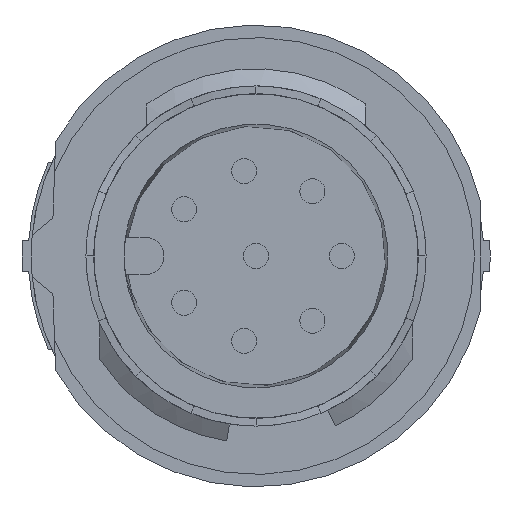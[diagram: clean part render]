
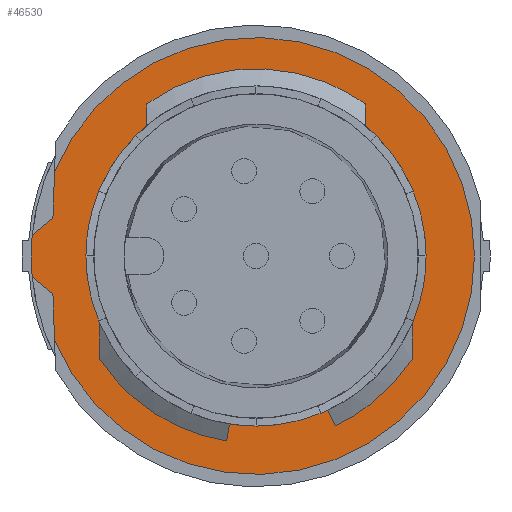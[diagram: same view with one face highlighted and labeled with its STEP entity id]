
A CAD part, left-side view. The second image highlights one B-rep face of the part: STEP entity #46530.
In plain terms, the highlighted planar face has unit normal (-1, 0, 0).
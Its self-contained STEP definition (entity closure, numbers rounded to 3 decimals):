
#43390=CARTESIAN_POINT('',(-37.678,7.2,
0.));
#43400=VERTEX_POINT('',#43390);
#43430=CARTESIAN_POINT('',(-37.678,0.,
0.));
#43440=DIRECTION('',(1.,0.,0.));
#43450=DIRECTION('',(0.,1.,0.));
#43460=AXIS2_PLACEMENT_3D('',#43430,#43440,#43450);
#43470=CIRCLE('',#43460,7.2);
#43480=CARTESIAN_POINT('',(-37.678,7.168,
-0.675));
#43490=VERTEX_POINT('',#43480);
#43500=EDGE_CURVE('',#43490,#43400,#43470,.T.);
#44390=CARTESIAN_POINT('',(-37.678,-6.975,
-12.128));
#44400=DIRECTION('',(0.,0.777,
0.629));
#44410=VECTOR('',#44400,1.);
#44420=LINE('',#44390,#44410);
#44430=CARTESIAN_POINT('',(-37.678,6.507,
-1.21));
#44440=VERTEX_POINT('',#44430);
#44450=EDGE_CURVE('',#44440,#43490,#44420,.T.);
#44720=CARTESIAN_POINT('',(-37.678,6.55,
0.));
#44730=DIRECTION('',(0.,0.035,
0.999));
#44740=VECTOR('',#44730,1.);
#44750=LINE('',#44720,#44740);
#44760=CARTESIAN_POINT('',(-37.678,6.455,
-2.708));
#44770=VERTEX_POINT('',#44760);
#44780=EDGE_CURVE('',#44770,#44440,#44750,.T.);
#45830=CARTESIAN_POINT('',(-37.678,0.,
0.));
#45840=DIRECTION('',(-1.,0.,0.));
#45850=DIRECTION('',(0.,0.,-1.));
#45860=AXIS2_PLACEMENT_3D('',#45830,#45840,#45850);
#45870=CIRCLE('',#45860,7.);
#45880=CARTESIAN_POINT('',(-37.678,6.455,
2.708));
#45890=VERTEX_POINT('',#45880);
#45900=EDGE_CURVE('',#44770,#45890,#45870,.T.);
#46090=CARTESIAN_POINT('',(-37.678,-6.225,
0.));
#46100=DIRECTION('',(-1.,0.,0.));
#46110=DIRECTION('',(0.,0.,-1.));
#46120=AXIS2_PLACEMENT_3D('',#46090,#46100,#46110);
#46130=PLANE('',#46120);
#46140=CARTESIAN_POINT('',(-37.678,0.,
0.));
#46150=DIRECTION('',(1.,0.,0.));
#46160=DIRECTION('',(0.,0.966,
0.259));
#46170=AXIS2_PLACEMENT_3D('',#46140,#46150,#46160);
#46180=CIRCLE('',#46170,5.45);
#46190=CARTESIAN_POINT('',(-37.678,5.264,
1.411));
#46200=VERTEX_POINT('',#46190);
#46210=CARTESIAN_POINT('',(-37.678,-5.264,
-1.411));
#46220=VERTEX_POINT('',#46210);
#46230=EDGE_CURVE('',#46200,#46220,#46180,.T.);
#46240=ORIENTED_EDGE('',*,*,#46230,.T.);
#46250=EDGE_CURVE('',#46220,#46200,#46180,.T.);
#46260=ORIENTED_EDGE('',*,*,#46250,.T.);
#46270=EDGE_LOOP('',(#46260,#46240));
#46280=FACE_BOUND('',#46270,.T.);
#46290=CARTESIAN_POINT('',(-37.678,-6.975,
12.128));
#46300=DIRECTION('',(0.,-0.777,
0.629));
#46310=VECTOR('',#46300,1.);
#46320=LINE('',#46290,#46310);
#46330=CARTESIAN_POINT('',(-37.678,7.168,
0.675));
#46340=VERTEX_POINT('',#46330);
#46350=CARTESIAN_POINT('',(-37.678,6.507,
1.21));
#46360=VERTEX_POINT('',#46350);
#46370=EDGE_CURVE('',#46340,#46360,#46320,.T.);
#46380=ORIENTED_EDGE('',*,*,#46370,.F.);
#46390=CARTESIAN_POINT('',(-37.678,6.55,
0.));
#46400=DIRECTION('',(0.,-0.035,
0.999));
#46410=VECTOR('',#46400,1.);
#46420=LINE('',#46390,#46410);
#46430=EDGE_CURVE('',#46360,#45890,#46420,.T.);
#46440=ORIENTED_EDGE('',*,*,#46430,.F.);
#46450=ORIENTED_EDGE('',*,*,#45900,.T.);
#46460=ORIENTED_EDGE('',*,*,#44780,.F.);
#46470=ORIENTED_EDGE('',*,*,#44450,.F.);
#46480=ORIENTED_EDGE('',*,*,#43500,.F.);
#46490=EDGE_CURVE('',#43400,#46340,#43470,.T.);
#46500=ORIENTED_EDGE('',*,*,#46490,.F.);
#46510=EDGE_LOOP('',(#46500,#46480,#46470,#46460,#46450,#46440,#46380));
#46520=FACE_OUTER_BOUND('',#46510,.T.);
#46530=ADVANCED_FACE('',(#46280,#46520),#46130,.T.);
